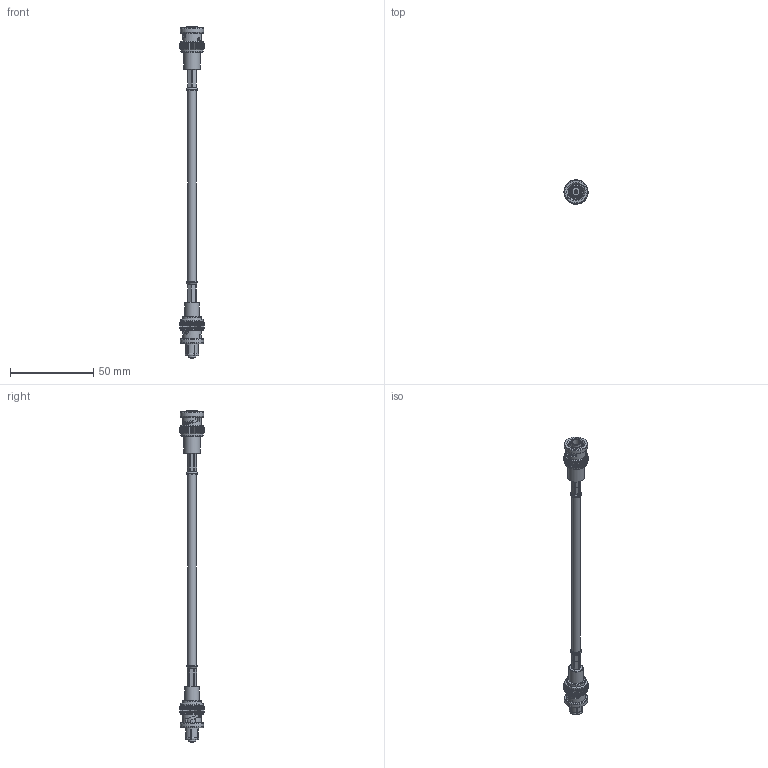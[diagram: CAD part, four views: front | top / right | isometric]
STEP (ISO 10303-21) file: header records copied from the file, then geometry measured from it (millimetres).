
FILE_DESCRIPTION (( 'STEP AP203' ), '1' );
FILE_NAME ('PE3085_3D.step', '2020-12-04T18:54:49', ( '' ), ( '' ), 'SwSTEP 2.0', 'SolidWorks 2018', '' );
FILE_SCHEMA (( 'CONFIG_CONTROL_DESIGN' ));
Length unit declared in the file: inch
Products named in the file (4): RG142B-U^PE3085_RG-142; PE3085_3D; PE4194^PE3085_Crimped; PE4093^PE3085_Crimped
Assembly tree (3 placements, depth 2):
  PE3085_3D
    RG142B-U^PE3085_RG-142
    PE4093^PE3085_Crimped
    PE4194^PE3085_Crimped
Bounding box: 14.48 x 14.48 x 199.4 mm (x, y, z)
Volume: 7187.7 mm3; surface area: 7951.1 mm2
Topology: 5 solids, 5 shells, 803 faces, 2052 edges, 1275 vertices
Faces by surface type: plane 376, cylinder 242, cone 143, bspline 35, torus 7
Full cylindrical faces by diameter (mm): 1.334 x1, 2.054 x1, 2.129 x1, 2.184 x1, 3.2 x2, 4.013 x1, 4.4 x1, 4.5 x1, 4.595 x1, 4.879 x1, 4.953 x1, 5.484 x2, 6.25 x1, 6.5 x2, 7.057 x1, 7.501 x1, 7.877 x1, 8.569 x1, 8.8 x1, 9.395 x2, 10.16 x1, 11.395 x3, 13.38 x3, 13.424 x1, 13.922 x2
Entity records: 31178 total; most frequent: CARTESIAN_POINT 12886, ORIENTED_EDGE 3944, DIRECTION 3380, EDGE_CURVE 1972, AXIS2_PLACEMENT_3D 1358, VERTEX_POINT 1250, EDGE_LOOP 882, FACE_OUTER_BOUND 841
